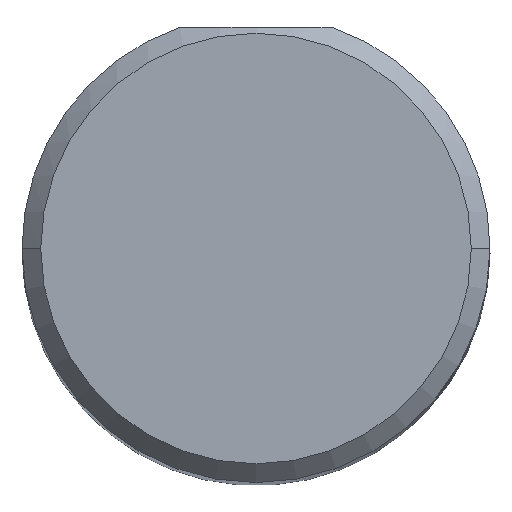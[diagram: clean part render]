
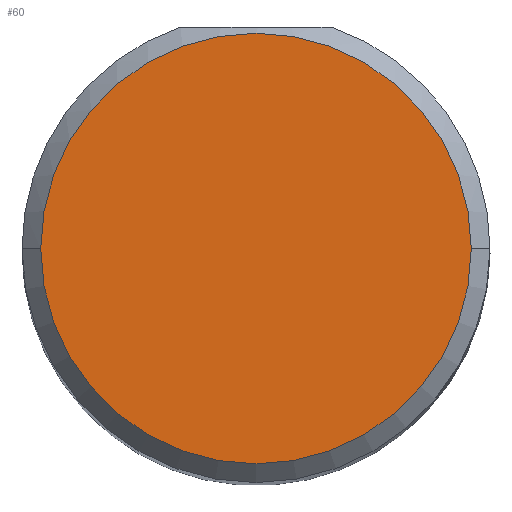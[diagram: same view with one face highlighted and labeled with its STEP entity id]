
A CAD part, top view. The second image highlights one B-rep face of the part: STEP entity #60.
In plain terms, the highlighted planar face has unit normal (0, 0, 1).
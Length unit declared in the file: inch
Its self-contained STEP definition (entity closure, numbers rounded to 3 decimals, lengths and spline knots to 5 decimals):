
#30 = DIRECTION ( 'NONE',  ( 1., 0., 0. ) ) ;
#53 = DIRECTION ( 'NONE',  ( 0., 0., 1. ) ) ;
#60 = ADVANCED_FACE ( 'NONE', ( #526 ), #131, .T. ) ;
#111 = AXIS2_PLACEMENT_3D ( 'NONE', #374, #112, #515 ) ;
#112 = DIRECTION ( 'NONE',  ( 0., 0., 1. ) ) ;
#131 = PLANE ( 'NONE',  #532 ) ;
#151 = CARTESIAN_POINT ( 'NONE',  ( 0., 0., 2.5 ) ) ;
#154 = VERTEX_POINT ( 'NONE', #490 ) ;
#193 = DIRECTION ( 'NONE',  ( 0., 0., 1. ) ) ;
#210 = ORIENTED_EDGE ( 'NONE', *, *, #324, .T. ) ;
#300 = DIRECTION ( 'NONE',  ( 1., 0., 0. ) ) ;
#320 = EDGE_CURVE ( 'NONE', #154, #348, #353, .T. ) ;
#321 = EDGE_LOOP ( 'NONE', ( #210, #488 ) ) ;
#324 = EDGE_CURVE ( 'NONE', #348, #154, #524, .T. ) ;
#343 = CARTESIAN_POINT ( 'NONE',  ( 0., 0., 2.5 ) ) ;
#348 = VERTEX_POINT ( 'NONE', #472 ) ;
#353 = CIRCLE ( 'NONE', #464, 0.1725 ) ;
#374 = CARTESIAN_POINT ( 'NONE',  ( 0., 0., 2.5 ) ) ;
#464 = AXIS2_PLACEMENT_3D ( 'NONE', #151, #193, #30 ) ;
#472 = CARTESIAN_POINT ( 'NONE',  ( -0.1725, 0., 2.5 ) ) ;
#488 = ORIENTED_EDGE ( 'NONE', *, *, #320, .T. ) ;
#490 = CARTESIAN_POINT ( 'NONE',  ( 0.1725, 0., 2.5 ) ) ;
#515 = DIRECTION ( 'NONE',  ( 1., 0., 0. ) ) ;
#524 = CIRCLE ( 'NONE', #111, 0.1725 ) ;
#526 = FACE_OUTER_BOUND ( 'NONE', #321, .T. ) ;
#532 = AXIS2_PLACEMENT_3D ( 'NONE', #343, #53, #300 ) ;
